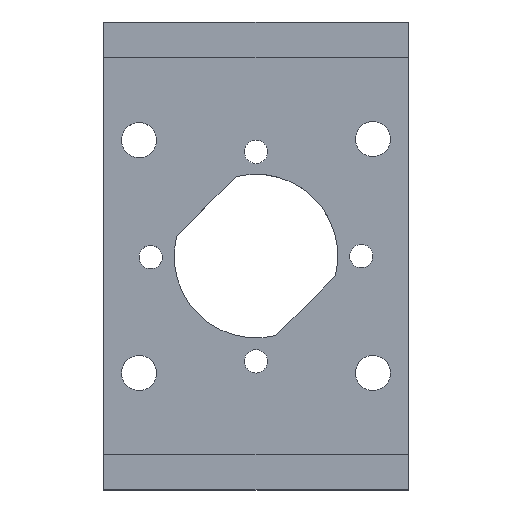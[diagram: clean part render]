
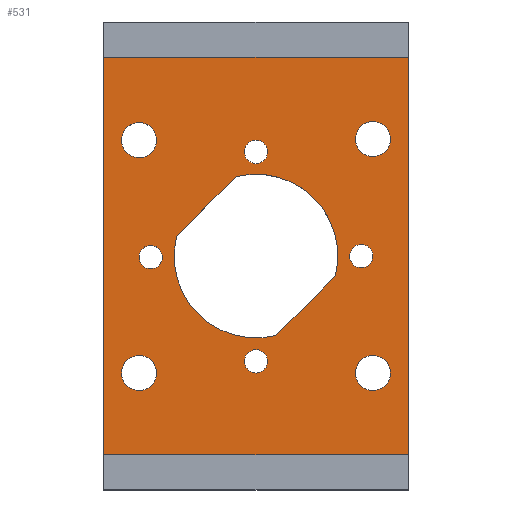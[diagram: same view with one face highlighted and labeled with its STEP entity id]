
A CAD part, top view. The second image highlights one B-rep face of the part: STEP entity #531.
In plain terms, the highlighted planar face has unit normal (0, 0, 1).
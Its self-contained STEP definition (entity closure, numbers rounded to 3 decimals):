
#17=FACE_BOUND('',#88,.T.);
#18=FACE_BOUND('',#89,.T.);
#19=FACE_BOUND('',#90,.T.);
#20=FACE_BOUND('',#91,.T.);
#21=FACE_BOUND('',#92,.T.);
#22=FACE_BOUND('',#93,.T.);
#23=FACE_BOUND('',#94,.T.);
#24=FACE_BOUND('',#95,.T.);
#25=FACE_BOUND('',#96,.T.);
#43=PLANE('',#579);
#59=FACE_OUTER_BOUND('',#87,.T.);
#87=EDGE_LOOP('',(#393,#394,#395,#396));
#88=EDGE_LOOP('',(#397));
#89=EDGE_LOOP('',(#398));
#90=EDGE_LOOP('',(#399));
#91=EDGE_LOOP('',(#400,#401,#402,#403));
#92=EDGE_LOOP('',(#404));
#93=EDGE_LOOP('',(#405));
#94=EDGE_LOOP('',(#406));
#95=EDGE_LOOP('',(#407));
#96=EDGE_LOOP('',(#408));
#135=LINE('',#801,#179);
#142=LINE('',#815,#186);
#143=LINE('',#817,#187);
#144=LINE('',#818,#188);
#145=LINE('',#827,#189);
#146=LINE('',#831,#190);
#179=VECTOR('',#651,10.);
#186=VECTOR('',#662,10.);
#187=VECTOR('',#663,10.);
#188=VECTOR('',#664,10.);
#189=VECTOR('',#671,10.);
#190=VECTOR('',#674,10.);
#227=CIRCLE('',#580,1.);
#228=CIRCLE('',#581,1.);
#229=CIRCLE('',#582,1.);
#230=CIRCLE('',#583,7.);
#231=CIRCLE('',#584,7.);
#232=CIRCLE('',#585,1.5);
#233=CIRCLE('',#586,1.5);
#234=CIRCLE('',#587,1.5);
#235=CIRCLE('',#588,1.5);
#236=CIRCLE('',#589,1.);
#255=VERTEX_POINT('',#799);
#256=VERTEX_POINT('',#800);
#261=VERTEX_POINT('',#814);
#262=VERTEX_POINT('',#816);
#263=VERTEX_POINT('',#819);
#264=VERTEX_POINT('',#821);
#265=VERTEX_POINT('',#823);
#266=VERTEX_POINT('',#825);
#267=VERTEX_POINT('',#826);
#268=VERTEX_POINT('',#828);
#269=VERTEX_POINT('',#830);
#270=VERTEX_POINT('',#833);
#271=VERTEX_POINT('',#835);
#272=VERTEX_POINT('',#837);
#273=VERTEX_POINT('',#839);
#274=VERTEX_POINT('',#841);
#307=EDGE_CURVE('',#255,#256,#135,.T.);
#314=EDGE_CURVE('',#256,#261,#142,.T.);
#315=EDGE_CURVE('',#261,#262,#143,.T.);
#316=EDGE_CURVE('',#262,#255,#144,.T.);
#317=EDGE_CURVE('',#263,#263,#227,.T.);
#318=EDGE_CURVE('',#264,#264,#228,.T.);
#319=EDGE_CURVE('',#265,#265,#229,.T.);
#320=EDGE_CURVE('',#266,#267,#145,.T.);
#321=EDGE_CURVE('',#267,#268,#230,.T.);
#322=EDGE_CURVE('',#268,#269,#146,.T.);
#323=EDGE_CURVE('',#269,#266,#231,.T.);
#324=EDGE_CURVE('',#270,#270,#232,.T.);
#325=EDGE_CURVE('',#271,#271,#233,.T.);
#326=EDGE_CURVE('',#272,#272,#234,.T.);
#327=EDGE_CURVE('',#273,#273,#235,.T.);
#328=EDGE_CURVE('',#274,#274,#236,.T.);
#393=ORIENTED_EDGE('',*,*,#307,.T.);
#394=ORIENTED_EDGE('',*,*,#314,.T.);
#395=ORIENTED_EDGE('',*,*,#315,.T.);
#396=ORIENTED_EDGE('',*,*,#316,.T.);
#397=ORIENTED_EDGE('',*,*,#317,.T.);
#398=ORIENTED_EDGE('',*,*,#318,.T.);
#399=ORIENTED_EDGE('',*,*,#319,.T.);
#400=ORIENTED_EDGE('',*,*,#320,.T.);
#401=ORIENTED_EDGE('',*,*,#321,.T.);
#402=ORIENTED_EDGE('',*,*,#322,.T.);
#403=ORIENTED_EDGE('',*,*,#323,.T.);
#404=ORIENTED_EDGE('',*,*,#324,.T.);
#405=ORIENTED_EDGE('',*,*,#325,.T.);
#406=ORIENTED_EDGE('',*,*,#326,.T.);
#407=ORIENTED_EDGE('',*,*,#327,.T.);
#408=ORIENTED_EDGE('',*,*,#328,.T.);
#531=ADVANCED_FACE('',(#59,#17,#18,#19,#20,#21,#22,#23,#24,#25),#43,.T.);
#579=AXIS2_PLACEMENT_3D('',#813,#660,#661);
#580=AXIS2_PLACEMENT_3D('',#820,#665,#666);
#581=AXIS2_PLACEMENT_3D('',#822,#667,#668);
#582=AXIS2_PLACEMENT_3D('',#824,#669,#670);
#583=AXIS2_PLACEMENT_3D('',#829,#672,#673);
#584=AXIS2_PLACEMENT_3D('',#832,#675,#676);
#585=AXIS2_PLACEMENT_3D('',#834,#677,#678);
#586=AXIS2_PLACEMENT_3D('',#836,#679,#680);
#587=AXIS2_PLACEMENT_3D('',#838,#681,#682);
#588=AXIS2_PLACEMENT_3D('',#840,#683,#684);
#589=AXIS2_PLACEMENT_3D('',#842,#685,#686);
#651=DIRECTION('',(-1.,0.,0.));
#660=DIRECTION('center_axis',(0.,0.,1.));
#661=DIRECTION('ref_axis',(1.,0.,0.));
#662=DIRECTION('',(0.,-1.,0.));
#663=DIRECTION('',(1.,0.,0.));
#664=DIRECTION('',(0.,1.,0.));
#665=DIRECTION('center_axis',(0.,0.,-1.));
#666=DIRECTION('ref_axis',(1.,0.,0.));
#667=DIRECTION('center_axis',(0.,0.,-1.));
#668=DIRECTION('ref_axis',(1.,0.,0.));
#669=DIRECTION('center_axis',(0.,0.,-1.));
#670=DIRECTION('ref_axis',(1.,0.,0.));
#671=DIRECTION('',(0.707,0.707,0.));
#672=DIRECTION('center_axis',(0.,0.,-1.));
#673=DIRECTION('ref_axis',(0.97,-0.242,0.));
#674=DIRECTION('',(-0.707,-0.707,0.));
#675=DIRECTION('center_axis',(0.,0.,-1.));
#676=DIRECTION('ref_axis',(-0.97,0.242,0.));
#677=DIRECTION('center_axis',(0.,0.,-1.));
#678=DIRECTION('ref_axis',(1.,0.,0.));
#679=DIRECTION('center_axis',(0.,0.,-1.));
#680=DIRECTION('ref_axis',(1.,0.,0.));
#681=DIRECTION('center_axis',(0.,0.,-1.));
#682=DIRECTION('ref_axis',(1.,0.,0.));
#683=DIRECTION('center_axis',(0.,0.,-1.));
#684=DIRECTION('ref_axis',(1.,0.,0.));
#685=DIRECTION('center_axis',(0.,0.,-1.));
#686=DIRECTION('ref_axis',(1.,0.,0.));
#799=CARTESIAN_POINT('',(26.,37.,2.));
#800=CARTESIAN_POINT('',(0.,37.,2.));
#801=CARTESIAN_POINT('',(6.5,37.,2.));
#813=CARTESIAN_POINT('Origin',(13.,20.,2.));
#814=CARTESIAN_POINT('',(0.,3.,2.));
#815=CARTESIAN_POINT('',(0.,40.,2.));
#816=CARTESIAN_POINT('',(26.,3.,2.));
#817=CARTESIAN_POINT('',(19.5,3.,2.));
#818=CARTESIAN_POINT('',(26.,0.,2.));
#819=CARTESIAN_POINT('',(21.,20.,2.));
#820=CARTESIAN_POINT('Origin',(22.,20.,2.));
#821=CARTESIAN_POINT('',(3.,19.909,2.));
#822=CARTESIAN_POINT('Origin',(4.,19.909,2.));
#823=CARTESIAN_POINT('',(12.,11.,2.));
#824=CARTESIAN_POINT('Origin',(13.,11.,2.));
#825=CARTESIAN_POINT('',(6.208,21.693,2.));
#826=CARTESIAN_POINT('',(11.307,26.792,2.));
#827=CARTESIAN_POINT('',(10.032,25.517,2.));
#828=CARTESIAN_POINT('',(19.792,18.307,2.));
#829=CARTESIAN_POINT('Origin',(13.,20.,2.));
#830=CARTESIAN_POINT('',(14.693,13.208,2.));
#831=CARTESIAN_POINT('',(15.968,14.483,2.));
#832=CARTESIAN_POINT('Origin',(13.,20.,2.));
#833=CARTESIAN_POINT('',(21.5,30.,2.));
#834=CARTESIAN_POINT('Origin',(23.,30.,2.));
#835=CARTESIAN_POINT('',(1.5,29.909,2.));
#836=CARTESIAN_POINT('Origin',(3.,29.909,2.));
#837=CARTESIAN_POINT('',(1.5,10.,2.));
#838=CARTESIAN_POINT('Origin',(3.,10.,2.));
#839=CARTESIAN_POINT('',(21.5,10.,2.));
#840=CARTESIAN_POINT('Origin',(23.,10.,2.));
#841=CARTESIAN_POINT('',(12.,28.909,2.));
#842=CARTESIAN_POINT('Origin',(13.,28.909,2.));
